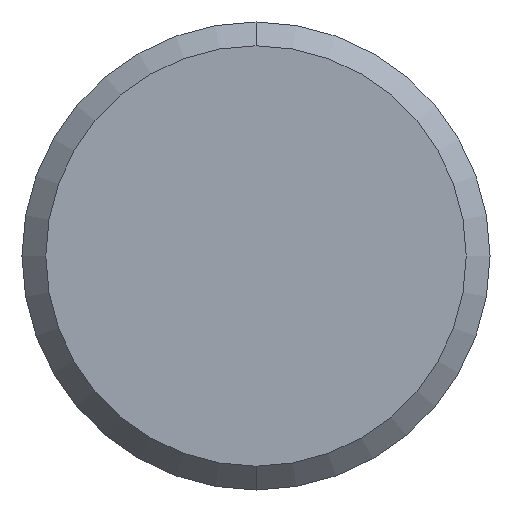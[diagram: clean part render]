
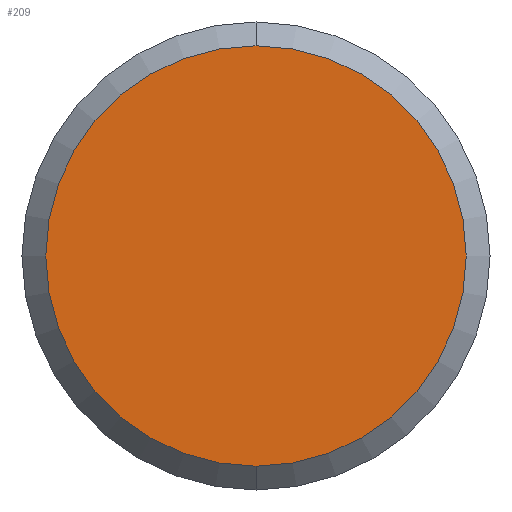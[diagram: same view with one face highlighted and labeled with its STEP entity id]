
A CAD part, front view. The second image highlights one B-rep face of the part: STEP entity #209.
In plain terms, the highlighted planar face has unit normal (0, -1, 0).
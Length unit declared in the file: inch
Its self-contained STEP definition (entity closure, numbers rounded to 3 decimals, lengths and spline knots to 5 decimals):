
#9 = ORIENTED_EDGE ( 'NONE', *, *, #275, .T. ) ;
#13 = CARTESIAN_POINT ( 'NONE',  ( 0., 0., 0. ) ) ;
#22 = DIRECTION ( 'NONE',  ( 0., 0., 1. ) ) ;
#31 = FACE_OUTER_BOUND ( 'NONE', #249, .T. ) ;
#43 = PLANE ( 'NONE',  #156 ) ;
#44 = DIRECTION ( 'NONE',  ( 0., 0., 1. ) ) ;
#67 = ORIENTED_EDGE ( 'NONE', *, *, #152, .T. ) ;
#70 = CARTESIAN_POINT ( 'NONE',  ( 0., 0., -0.17675 ) ) ;
#80 = CARTESIAN_POINT ( 'NONE',  ( 0., 0., 0. ) ) ;
#106 = DIRECTION ( 'NONE',  ( 0., -1., 0. ) ) ;
#124 = AXIS2_PLACEMENT_3D ( 'NONE', #80, #106, #44 ) ;
#152 = EDGE_CURVE ( 'NONE', #205, #155, #153, .T. ) ;
#153 = CIRCLE ( 'NONE', #211, 0.17675 ) ;
#155 = VERTEX_POINT ( 'NONE', #70 ) ;
#156 = AXIS2_PLACEMENT_3D ( 'NONE', #13, #186, #22 ) ;
#171 = DIRECTION ( 'NONE',  ( 0., 0., 1. ) ) ;
#186 = DIRECTION ( 'NONE',  ( 0., 1., 0. ) ) ;
#192 = CIRCLE ( 'NONE', #124, 0.17675 ) ;
#205 = VERTEX_POINT ( 'NONE', #225 ) ;
#209 = ADVANCED_FACE ( 'NONE', ( #31 ), #43, .F. ) ;
#211 = AXIS2_PLACEMENT_3D ( 'NONE', #215, #239, #171 ) ;
#215 = CARTESIAN_POINT ( 'NONE',  ( 0., 0., 0. ) ) ;
#225 = CARTESIAN_POINT ( 'NONE',  ( 0., 0., 0.17675 ) ) ;
#239 = DIRECTION ( 'NONE',  ( 0., -1., 0. ) ) ;
#249 = EDGE_LOOP ( 'NONE', ( #67, #9 ) ) ;
#275 = EDGE_CURVE ( 'NONE', #155, #205, #192, .T. ) ;
